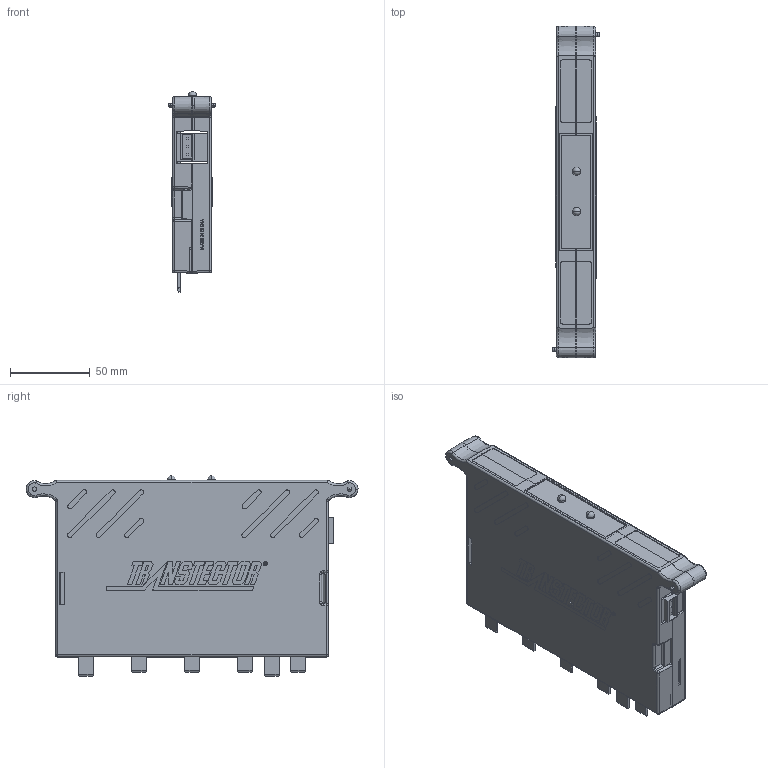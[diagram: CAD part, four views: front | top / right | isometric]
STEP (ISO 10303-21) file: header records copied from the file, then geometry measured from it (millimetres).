
FILE_DESCRIPTION (( 'STEP AP214' ), '1' );
FILE_NAME ('1000-682-4-E.STEP', '2019-01-02T20:11:50', ( '' ), ( '' ), 'SwSTEP 2.0', 'SolidWorks 2018', '' );
FILE_SCHEMA (( 'AUTOMOTIVE_DESIGN' ));
Length unit declared in the file: inch
Products named in the file (9): yelled; greenled; 2200-222; 2001-123; E001-024; ledassy; 2500-160; 1000-682-4-E
Assembly tree (9 placements, depth 3):
  1000-682-4-E
    2001-123  x2
    ledassy
      E001-024
      yelled
      greenled
    2200-222
      2200-222
      2500-160
Bounding box: 29.73 x 208.75 x 126.27 mm (x, y, z)
Volume: 148598.2 mm3; surface area: 143784.3 mm2
Topology: 7 solids, 7 shells, 1622 faces, 4417 edges, 2916 vertices
Faces by surface type: plane 1028, cylinder 376, cone 130, bspline 58, torus 18, sphere 12
Entity records: 36577 total; most frequent: CARTESIAN_POINT 7759, ORIENTED_EDGE 5692, DIRECTION 5492, EDGE_CURVE 2846, VECTOR 1926, LINE 1926, VERTEX_POINT 1880, AXIS2_PLACEMENT_3D 1783
